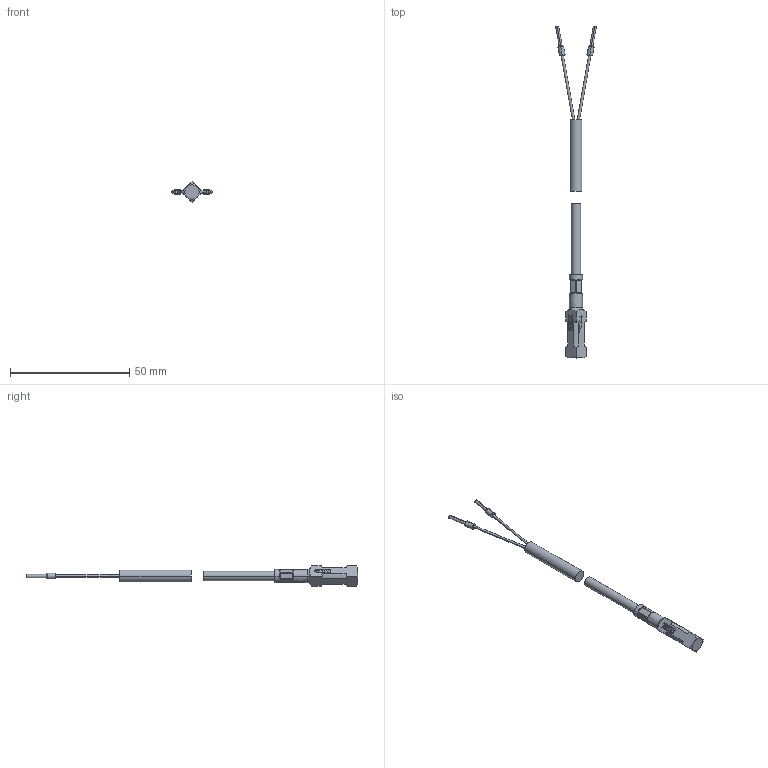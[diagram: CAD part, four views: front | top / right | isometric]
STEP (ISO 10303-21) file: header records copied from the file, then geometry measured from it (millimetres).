
FILE_DESCRIPTION((''),'2;1');
FILE_NAME('14368966______________05413817_ASM','2020-05-19T10:50:23',('reinfur'),(''),'CREO PARAMETRIC BY PTC INC, 2017260','CREO PARAMETRIC BY PTC INC, 2017260','');
FILE_SCHEMA(('AP242_MANAGED_MODEL_BASED_3D_ENGINEERING_MIM_LF { 1 0 10303 442 1 1 4 }'));
Length unit declared in the file: millimetre
Products named in the file (3): 14368966______________05413816; 14367720_WIRE_________05410026; 14368966______________05413817_ASM
Assembly tree (2 placements, depth 2):
  14368966______________05413817_ASM
    14368966______________05413816
    14367720_WIRE_________05410026
Bounding box: 17.11 x 139.42 x 8.49 mm (x, y, z)
Volume: 2100.9 mm3; surface area: 1983.1 mm2
Topology: 2 solids, 2 shells, 185 faces, 466 edges, 306 vertices
Faces by surface type: bspline 185
Entity records: 7863 total; most frequent: CARTESIAN_POINT 2390, ORIENTED_EDGE 932, DIRECTION 472, EDGE_CURVE 466, PRESENTATION_STYLE_ASSIGNMENT 443, STYLED_ITEM 431, CURVE_STYLE 420, VECTOR 358
